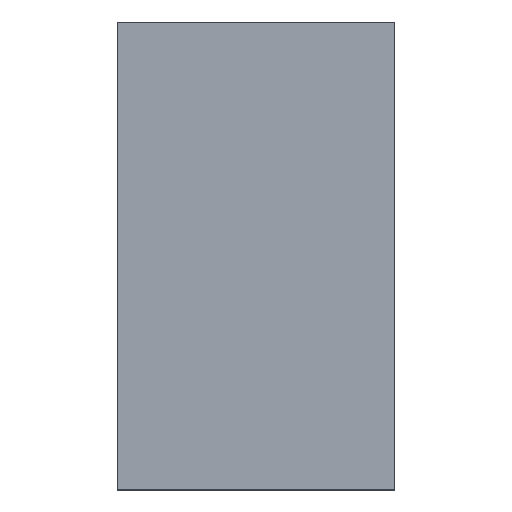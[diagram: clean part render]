
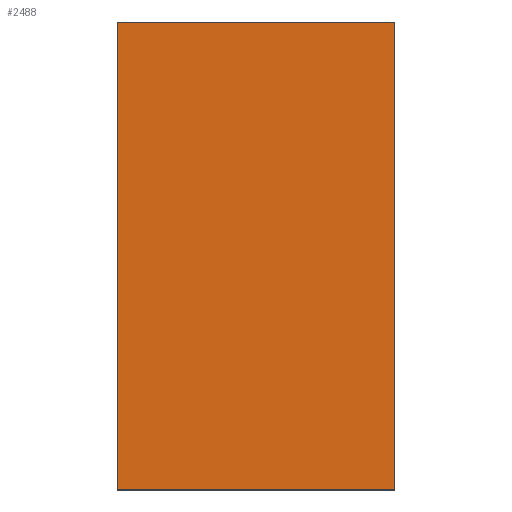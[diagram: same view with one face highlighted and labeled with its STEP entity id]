
A CAD part, top view. The second image highlights one B-rep face of the part: STEP entity #2488.
In plain terms, the highlighted face is planar.
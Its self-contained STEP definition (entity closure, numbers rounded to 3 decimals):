
#788=DIRECTION('',(0.,0.,1.));
#789=VECTOR('',#788,1.35);
#790=CARTESIAN_POINT('',(-0.4,0.375,-0.675));
#791=LINE('',#790,#789);
#795=DIRECTION('',(-1.,0.,0.));
#796=VECTOR('',#795,0.8);
#797=CARTESIAN_POINT('',(0.4,0.375,-0.675));
#798=LINE('',#797,#796);
#802=DIRECTION('',(0.,0.,-1.));
#803=VECTOR('',#802,1.35);
#804=CARTESIAN_POINT('',(0.4,0.375,0.675));
#805=LINE('',#804,#803);
#809=DIRECTION('',(1.,0.,0.));
#810=VECTOR('',#809,0.8);
#811=CARTESIAN_POINT('',(-0.4,0.375,0.675));
#812=LINE('',#811,#810);
#1847=CARTESIAN_POINT('',(-0.4,0.375,-0.675));
#1848=CARTESIAN_POINT('',(-0.4,0.375,0.675));
#1849=VERTEX_POINT('',#1847);
#1850=VERTEX_POINT('',#1848);
#1851=CARTESIAN_POINT('',(0.4,0.375,0.675));
#1852=VERTEX_POINT('',#1851);
#1853=CARTESIAN_POINT('',(0.4,0.375,-0.675));
#1854=VERTEX_POINT('',#1853);
#2477=CARTESIAN_POINT('',(0.,0.375,0.));
#2478=DIRECTION('',(0.,1.,0.));
#2479=DIRECTION('',(1.,0.,0.));
#2480=AXIS2_PLACEMENT_3D('',#2477,#2478,#2479);
#2481=PLANE('',#2480);
#2482=ORIENTED_EDGE('',*,*,#2327,.F.);
#2483=ORIENTED_EDGE('',*,*,#2363,.F.);
#2484=ORIENTED_EDGE('',*,*,#2407,.F.);
#2485=ORIENTED_EDGE('',*,*,#2441,.F.);
#2486=EDGE_LOOP('',(#2482,#2483,#2484,#2485));
#2487=FACE_OUTER_BOUND('',#2486,.F.);
#2327=EDGE_CURVE('',#1849,#1850,#791,.T.);
#2363=EDGE_CURVE('',#1854,#1849,#798,.T.);
#2407=EDGE_CURVE('',#1852,#1854,#805,.T.);
#2441=EDGE_CURVE('',#1850,#1852,#812,.T.);
#2488=ADVANCED_FACE('',(#2487),#2481,.T.);
